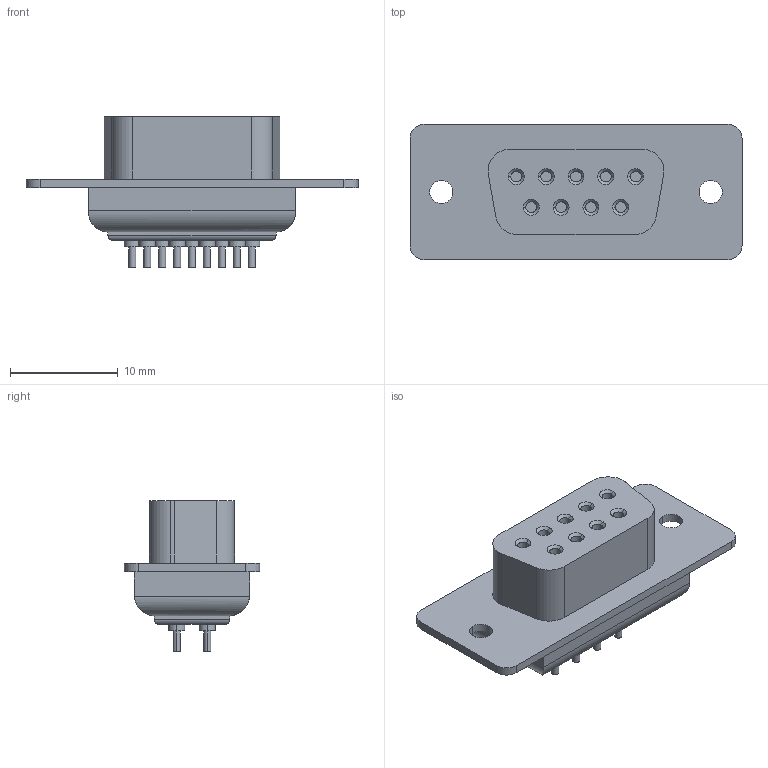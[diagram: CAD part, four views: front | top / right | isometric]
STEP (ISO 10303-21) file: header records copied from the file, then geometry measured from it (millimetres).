
FILE_DESCRIPTION(('FreeCAD Model'),'2;1');
FILE_NAME('DE9Fvt.stp', '2020-09-22T19:16:41',('Author'),(''), 'Open CASCADE STEP processor 7.3','FreeCAD','Unknown');
FILE_SCHEMA(('AUTOMOTIVE_DESIGN { 1 0 10303 214 1 1 1 1 }'));
Length unit declared in the file: millimetre
Products named in the file (1): Cut
Bounding box: 30.81 x 12.55 x 14 mm (x, y, z)
Volume: 1858.6 mm3; surface area: 1530.2 mm2
Topology: 1 solids, 1 shells, 141 faces, 304 edges, 194 vertices
Faces by surface type: cylinder 76, plane 47, cone 18
Entity records: 4997 total; most frequent: CARTESIAN_POINT 752, DIRECTION 746, ORIENTED_EDGE 608, AXIS2_PLACEMENT_3D 304, EDGE_CURVE 304, VERTEX_POINT 194, FACE_BOUND 174, EDGE_LOOP 174
